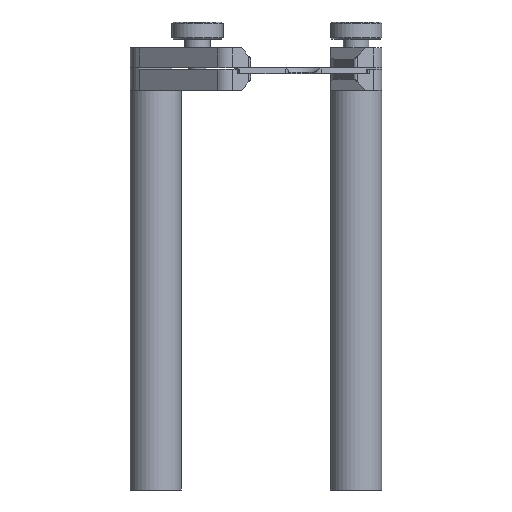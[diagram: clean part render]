
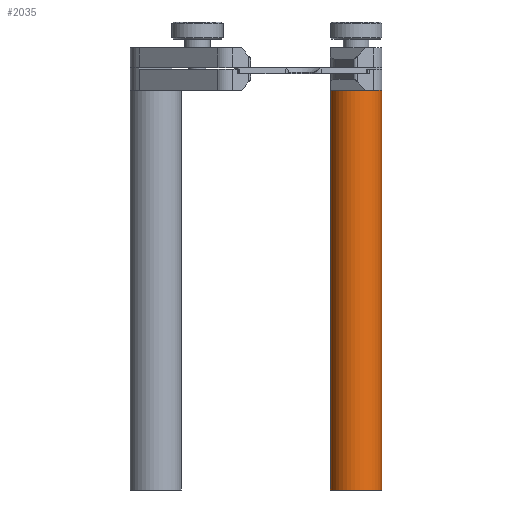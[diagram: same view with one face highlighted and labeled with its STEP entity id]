
A CAD part, front view. The second image highlights one B-rep face of the part: STEP entity #2035.
In plain terms, the highlighted cylindrical face has radius 9 mm (diameter 18 mm), a full revolution.
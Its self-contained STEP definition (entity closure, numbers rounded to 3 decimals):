
#121=CYLINDRICAL_SURFACE('',#2763,9.);
#219=CIRCLE('',#2764,9.);
#220=CIRCLE('',#2765,9.);
#599=ORIENTED_EDGE('',*,*,#962,.T.);
#600=ORIENTED_EDGE('',*,*,#963,.F.);
#962=EDGE_CURVE('',#1183,#1183,#219,.T.);
#963=EDGE_CURVE('',#1184,#1184,#220,.T.);
#1183=VERTEX_POINT('',#3895);
#1184=VERTEX_POINT('',#3897);
#1653=EDGE_LOOP('',(#599));
#1654=EDGE_LOOP('',(#600));
#1837=FACE_BOUND('',#1653,.T.);
#1838=FACE_BOUND('',#1654,.T.);
#2035=ADVANCED_FACE('',(#1837,#1838),#121,.T.);
#2763=AXIS2_PLACEMENT_3D('',#3893,#3271,#3272);
#2764=AXIS2_PLACEMENT_3D('',#3894,#3273,#3274);
#2765=AXIS2_PLACEMENT_3D('',#3896,#3275,#3276);
#3271=DIRECTION('',(0.,-1.,0.));
#3272=DIRECTION('',(0.,0.,-1.));
#3273=DIRECTION('',(0.,-1.,0.));
#3274=DIRECTION('',(0.,0.,-1.));
#3275=DIRECTION('',(0.,-1.,0.));
#3276=DIRECTION('',(0.,0.,-1.));
#3893=CARTESIAN_POINT('',(0.,1000.,0.));
#3894=CARTESIAN_POINT('',(0.,140.,0.));
#3895=CARTESIAN_POINT('',(0.,140.,-9.));
#3896=CARTESIAN_POINT('',(0.,0.,0.));
#3897=CARTESIAN_POINT('',(0.,0.,-9.));
